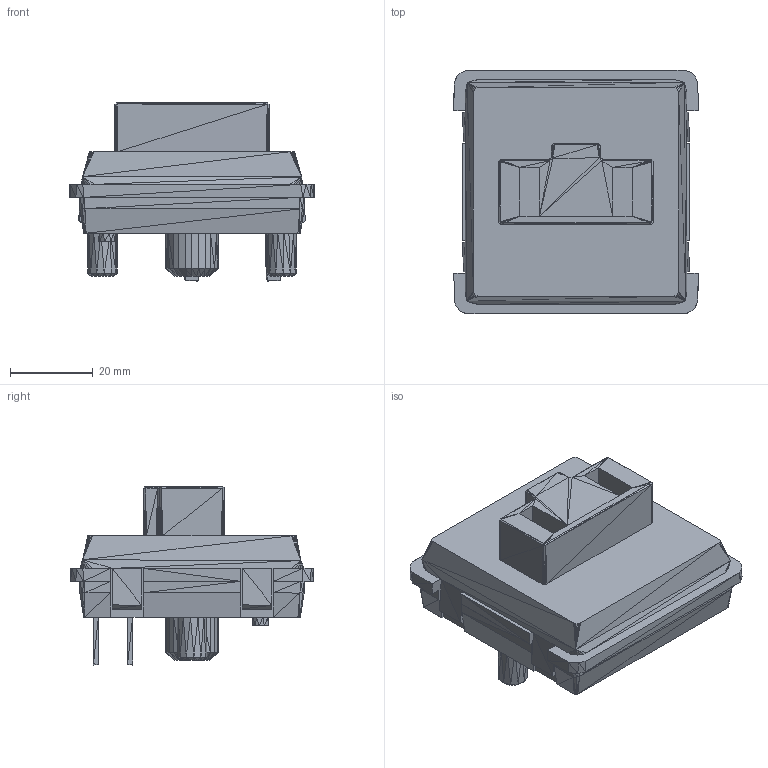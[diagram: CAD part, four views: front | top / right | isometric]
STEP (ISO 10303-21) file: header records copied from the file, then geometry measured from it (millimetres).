
FILE_DESCRIPTION(('FreeCAD Model'),'2;1');
FILE_NAME('Open CASCADE Shape Model','2023-10-29T18:50:05',( 'kicad StepUp'),('ksu MCAD'),'Open CASCADE STEP processor 7.6', 'FreeCAD','Unknown');
FILE_SCHEMA(('AUTOMOTIVE_DESIGN { 1 0 10303 214 1 1 1 1 }'));
Length unit declared in the file: millimetre
Products named in the file (629): Component001 (Solid)629; Component001 (Solid)001; Component001 (Solid)002; Component001 (Solid)003; Component001 (Solid)004; Component001 (Solid)005; Component001 (Solid)006; Component001 (Solid)007; Component001 (Solid)008; Component001 (Solid)009; Component001 (Solid)010; Component001 (Solid)011; Component001 (Solid)012; Component001 (Solid)013; Component001 (Solid)014; Component001 (Solid)015; Component001 (Solid)016; Component001 (Solid)017; Component001 (Solid)018; Component001 (Solid)019; Component001 (Solid)020; Component001 (Solid)021; Component001 (Solid)022; Component001 (Solid)023; Component001 (Solid)024; Component001 (Solid)025; Component001 (Solid)026; Component001 (Solid)027; Component001 (Solid)028; Component001 (Solid)029; Component001 (Solid)030; Component001 (Solid)031; Component001 (Solid)032; Component001 (Solid)033; Component001 (Solid)034; Component001 (Solid)035; Component001 (Solid)036; Component001 (Solid)037; Component001 (Solid)038; Component001 (Solid)039 ...
Assembly tree (628 placements, depth 2):
  Component001 (Solid)629
    Component001 (Solid)001
    Component001 (Solid)002
    Component001 (Solid)003
    Component001 (Solid)004
    Component001 (Solid)005
    Component001 (Solid)006
    Component001 (Solid)007
    Component001 (Solid)008
    Component001 (Solid)009
    Component001 (Solid)010
    Component001 (Solid)011
    Component001 (Solid)012
    Component001 (Solid)013
    Component001 (Solid)014
    Component001 (Solid)015
    Component001 (Solid)016
    Component001 (Solid)017
    Component001 (Solid)018
    Component001 (Solid)019
    Component001 (Solid)020
    Component001 (Solid)021
    Component001 (Solid)022
    Component001 (Solid)023
    Component001 (Solid)024
    Component001 (Solid)025
    Component001 (Solid)026
    Component001 (Solid)027
    Component001 (Solid)028
    Component001 (Solid)029
    Component001 (Solid)030
    Component001 (Solid)031
    Component001 (Solid)032
    Component001 (Solid)033
    Component001 (Solid)034
    Component001 (Solid)035
    Component001 (Solid)036
    Component001 (Solid)037
    Component001 (Solid)038
    Component001 (Solid)039
    Component001 (Solid)040
    Component001 (Solid)041
    Component001 (Solid)042
    Component001 (Solid)043
    Component001 (Solid)044
    Component001 (Solid)045
    Component001 (Solid)046
    Component001 (Solid)047
    Component001 (Solid)048
    Component001 (Solid)049
    Component001 (Solid)050
    Component001 (Solid)051
    Component001 (Solid)052
    Component001 (Solid)053
    Component001 (Solid)054
    Component001 (Solid)055
    Component001 (Solid)056
    Component001 (Solid)057
    Component001 (Solid)058
    Component001 (Solid)059
Bounding box: 59.06 x 58.97 x 43.07 mm (x, y, z)
Surface area: 14938.1 mm2 (no closed solid volume)
Topology: 0 solids, 628 shells, 628 faces, 2349 edges, 2349 vertices
Faces by surface type: plane 628
Entity records: 42690 total; most frequent: CARTESIAN_POINT 5955, DIRECTION 4863, ORIENTED_EDGE 2349, EDGE_CURVE 2349, VERTEX_POINT 2349, LINE 2349, VECTOR 2349, PRODUCT_DEFINITION_SHAPE 1257
